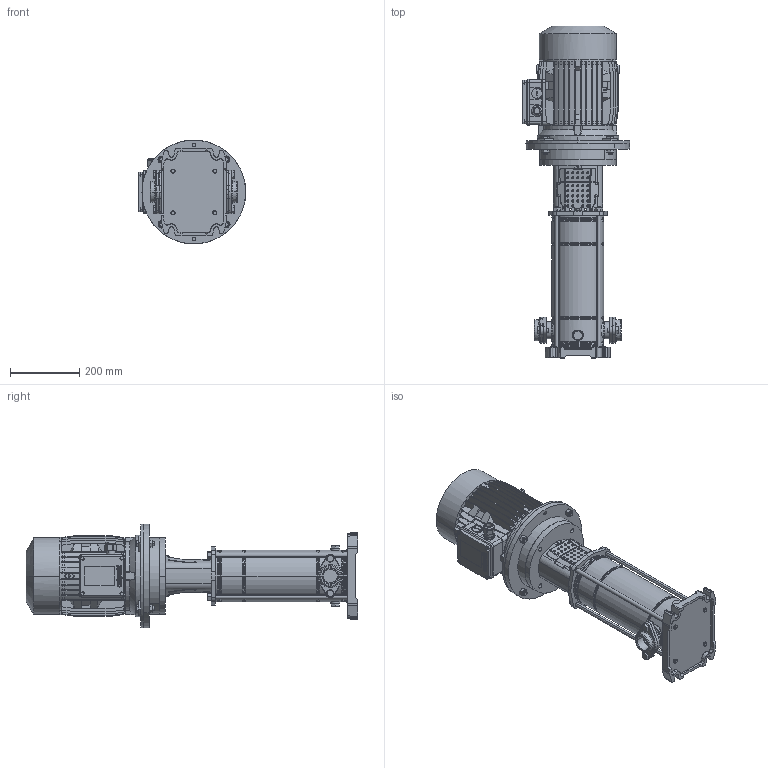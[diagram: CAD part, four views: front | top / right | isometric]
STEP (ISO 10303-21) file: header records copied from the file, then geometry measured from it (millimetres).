
FILE_DESCRIPTION (( 'STEP AP214' ), '1' );
FILE_NAME ('10008448swa01.step', '2021-06-29T15:59:22', ( '' ), ( '' ), 'SwSTEP 2.0', 'SolidWorks 2020', '' );
FILE_SCHEMA (( 'AUTOMOTIVE_DESIGN' ));
Length unit declared in the file: millimetre
Products named in the file (17): 10007647swp00_MXV 40-908 O; 10008491swp00_LAVORATO; 10008448swa01; 4_92_267_REV00; 10008798swn00_OR3243 - 61.6x2.62 - EPDM; 10000016swn00_M12x25 A2-70; 10000005swn00_M12 õ; 10000016swn00_M12x45 8.8; 10007576swa00_M112 VERT.; 10007671swn00_M25x1,5; 10007643swp00; 10007670swn00_M25x1.5; 10007431swp00_Flangia mot. 132; 10007653swp00_M12X429; 10007568swp00_M112 B5-De300; 10007434swp00_112 VER; 10007655swp00
Assembly tree (35 placements, depth 3):
  10008448swa01
    10007643swp00
    10007647swp00_MXV 40-908 O
    10007655swp00
    10007431swp00_Flangia mot. 132
    10007653swp00_M12X429  x4
    10000005swn00_M12 õ  x8
    4_92_267_REV00  x2
    10007576swa00_M112 VERT.
      10007568swp00_M112 B5-De300
      10007434swp00_112 VER
      10007670swn00_M25x1.5
      10007671swn00_M25x1,5
    10000016swn00_M12x45 8.8  x4
    10008798swn00_OR3243 - 61.6x2.62 - EPDM  x2
    10008491swp00_LAVORATO  x2
    10000016swn00_M12x25 A2-70  x4
Bounding box: 310.7 x 960 x 300 mm (x, y, z)
Volume: 24227084.4 mm3; surface area: 1759372.2 mm2
Topology: 34 solids, 35 shells, 2913 faces, 7445 edges, 4696 vertices
Faces by surface type: plane 1365, cylinder 715, cone 449, bspline 220, torus 164
Entity records: 82462 total; most frequent: CARTESIAN_POINT 24819, ORIENTED_EDGE 12066, DIRECTION 11040, EDGE_CURVE 6033, VERTEX_POINT 3859, AXIS2_PLACEMENT_3D 3795, LINE 3450, VECTOR 3450
